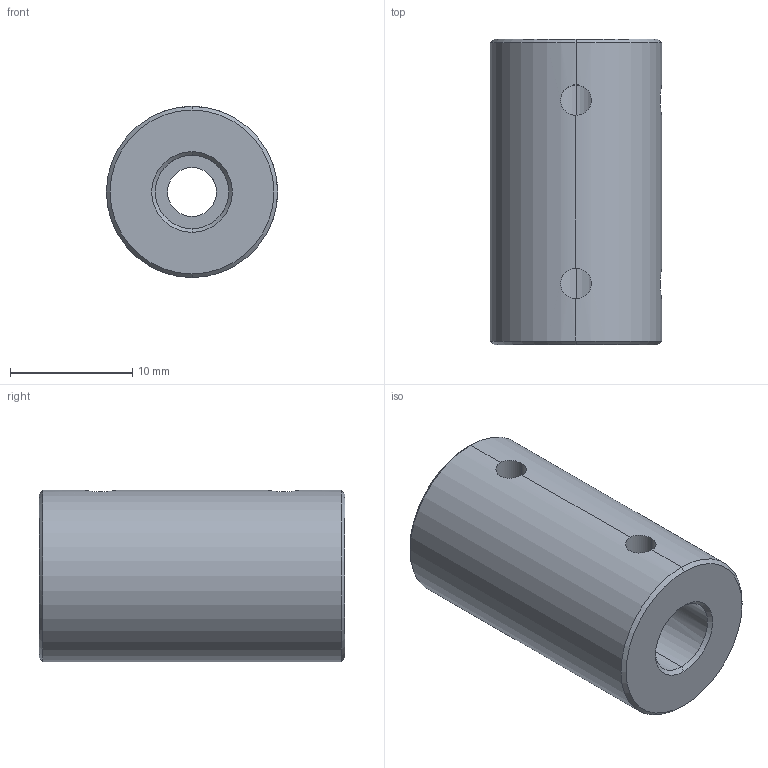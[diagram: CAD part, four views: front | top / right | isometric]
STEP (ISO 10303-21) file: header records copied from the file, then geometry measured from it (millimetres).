
FILE_DESCRIPTION (( 'STEP AP214' ), '1' );
FILE_NAME ('Rigid Coupling 4x6mm試俶薊粣ん.step', '2016-10-28T04:16:17', ( 'dell' ), ( '' ), 'SwSTEP 2.0', 'SolidWorks 2013', '' );
FILE_SCHEMA (( 'AUTOMOTIVE_DESIGN' ));
Length unit declared in the file: millimetre
Products named in the file (1): Rigid Coupling 4x6mm試俶薊粣ん
Bounding box: 14 x 25 x 14 mm (x, y, z)
Volume: 3243.1 mm3; surface area: 1858.9 mm2
Topology: 1 solids, 1 shells, 25 faces, 70 edges, 44 vertices
Faces by surface type: cylinder 14, cone 8, plane 3
Entity records: 1224 total; most frequent: CARTESIAN_POINT 470, ORIENTED_EDGE 140, DIRECTION 118, EDGE_CURVE 70, AXIS2_PLACEMENT_3D 46, VERTEX_POINT 44, EDGE_LOOP 32, LINE 26
